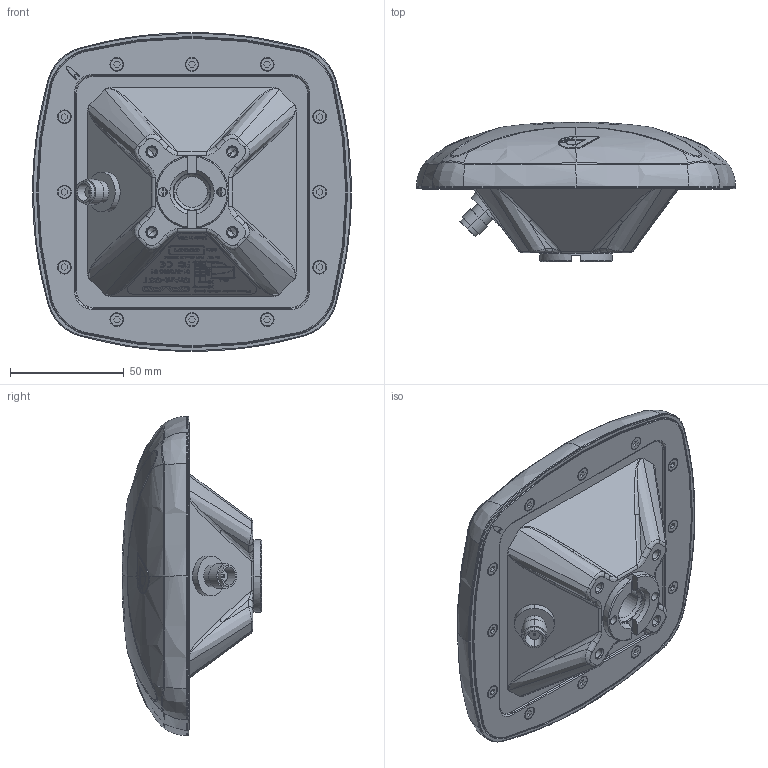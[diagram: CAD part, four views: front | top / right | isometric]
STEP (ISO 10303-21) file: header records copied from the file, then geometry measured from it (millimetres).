
FILE_DESCRIPTION((''),'2;1');
FILE_NAME('01-570200-01_GRANT_ASM','2015-01-27T',('BShumkin'),(''),'CREO PARAMETRIC BY PTC INC, 2014440','CREO PARAMETRIC BY PTC INC, 2014440','');
FILE_SCHEMA(('AUTOMOTIVE_DESIGN { 1 0 10303 214 1 1 1 1 }'));
Products named in the file (11): 04-570200-01_GRANT_RADOM; 10-570200-01_GRANT_BASE; 16-030007-01_M3X8_CAP_HEXSOCK; 23-000054-01_TNS_FRONTMOUNT_WP_; 14-574101-01_FMTNC-MMCX0_ASM; 10-570231-01_GRANT_5_8-11_ADPT; 19-570202-01_GRANT_PART_LBL; 19-570201-01_GRANT_SN_LABEL; 17-000006-01_THREAD_LOCKER; 21-040205-01_TRANSPORT_CUP; 01-570200-01_GRANT_ASM
Assembly tree (21 placements, depth 3):
  01-570200-01_GRANT_ASM
    04-570200-01_GRANT_RADOM
    10-570200-01_GRANT_BASE
    16-030007-01_M3X8_CAP_HEXSOCK  x12
    14-574101-01_FMTNC-MMCX0_ASM
      23-000054-01_TNS_FRONTMOUNT_WP_
    10-570231-01_GRANT_5_8-11_ADPT
    19-570202-01_GRANT_PART_LBL
    19-570201-01_GRANT_SN_LABEL
    17-000006-01_THREAD_LOCKER
    21-040205-01_TRANSPORT_CUP
Bounding box: 140.01 x 61.4 x 140.01 mm (x, y, z)
Volume: 136070.9 mm3; surface area: 129722.1 mm2
Topology: 18 solids, 45 shells, 4639 faces, 12094 edges, 7748 vertices
Faces by surface type: plane 1498, extrusion 1345, bspline 954, cylinder 624, cone 122, torus 76, revolution 12, sphere 8
Entity records: 259329 total; most frequent: CARTESIAN_POINT 90344, ORIENTED_EDGE 23252, PRESENTATION_STYLE_ASSIGNMENT 15649, DIRECTION 14108, STYLED_ITEM 13026, CURVE_STYLE 13003, EDGE_CURVE 11658, VERTEX_POINT 7484
